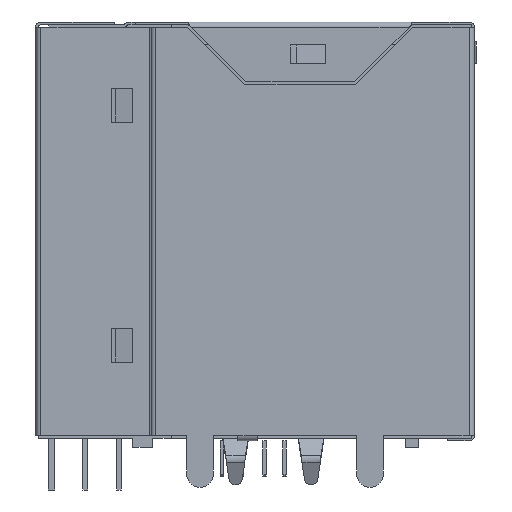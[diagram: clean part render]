
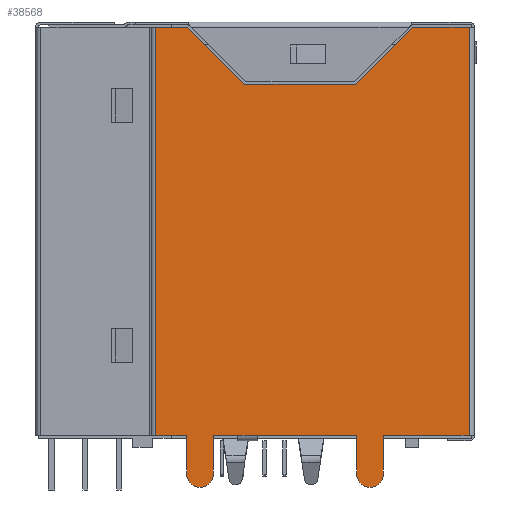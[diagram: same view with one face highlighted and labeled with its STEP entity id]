
A CAD part, left-side view. The second image highlights one B-rep face of the part: STEP entity #38568.
In plain terms, the highlighted planar face has unit normal (-1, 0, 0).
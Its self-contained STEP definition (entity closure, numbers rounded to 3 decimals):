
#1682=PLANE('',#43748);
#5613=LINE('',#67104,#9881);
#5624=LINE('',#67128,#9892);
#5627=LINE('',#67134,#9895);
#5632=LINE('',#67149,#9900);
#5635=LINE('',#67155,#9903);
#5846=LINE('',#67680,#10114);
#5854=LINE('',#67705,#10122);
#5857=LINE('',#67713,#10125);
#5860=LINE('',#67719,#10128);
#5863=LINE('',#67725,#10131);
#5866=LINE('',#67731,#10134);
#5873=LINE('',#67741,#10141);
#5874=LINE('',#67742,#10142);
#5875=LINE('',#67743,#10143);
#5876=LINE('',#67744,#10144);
#5877=LINE('',#67745,#10145);
#9881=VECTOR('',#52518,1000.);
#9892=VECTOR('',#52547,1000.);
#9895=VECTOR('',#52552,1000.);
#9900=VECTOR('',#52565,1000.);
#9903=VECTOR('',#52570,1000.);
#10114=VECTOR('',#53049,1000.);
#10122=VECTOR('',#53075,1000.);
#10125=VECTOR('',#53082,1000.);
#10128=VECTOR('',#53087,1000.);
#10131=VECTOR('',#53092,1000.);
#10134=VECTOR('',#53097,1000.);
#10141=VECTOR('',#53108,1000.);
#10142=VECTOR('',#53109,1000.);
#10143=VECTOR('',#53110,1000.);
#10144=VECTOR('',#53111,1000.);
#10145=VECTOR('',#53112,1000.);
#10873=CIRCLE('',#43590,1.);
#10875=CIRCLE('',#43595,1.);
#21266=ORIENTED_EDGE('',*,*,#27345,.T.);
#21267=ORIENTED_EDGE('',*,*,#27042,.T.);
#21268=ORIENTED_EDGE('',*,*,#27038,.T.);
#21269=ORIENTED_EDGE('',*,*,#27045,.T.);
#21270=ORIENTED_EDGE('',*,*,#27346,.T.);
#21271=ORIENTED_EDGE('',*,*,#27029,.T.);
#21272=ORIENTED_EDGE('',*,*,#27347,.T.);
#21273=ORIENTED_EDGE('',*,*,#27052,.T.);
#21274=ORIENTED_EDGE('',*,*,#27048,.T.);
#21275=ORIENTED_EDGE('',*,*,#27055,.T.);
#21276=ORIENTED_EDGE('',*,*,#27348,.T.);
#21277=ORIENTED_EDGE('',*,*,#27325,.T.);
#21278=ORIENTED_EDGE('',*,*,#27349,.T.);
#21279=ORIENTED_EDGE('',*,*,#27338,.T.);
#21280=ORIENTED_EDGE('',*,*,#27335,.T.);
#21281=ORIENTED_EDGE('',*,*,#27332,.T.);
#21282=ORIENTED_EDGE('',*,*,#27329,.T.);
#21283=ORIENTED_EDGE('',*,*,#27312,.T.);
#27029=EDGE_CURVE('',#30755,#30757,#5613,.T.);
#27038=EDGE_CURVE('',#30758,#30759,#10873,.T.);
#27042=EDGE_CURVE('',#30762,#30758,#5624,.T.);
#27045=EDGE_CURVE('',#30759,#30764,#5627,.T.);
#27048=EDGE_CURVE('',#30766,#30767,#10875,.T.);
#27052=EDGE_CURVE('',#30770,#30766,#5632,.T.);
#27055=EDGE_CURVE('',#30767,#30772,#5635,.T.);
#27312=EDGE_CURVE('',#30949,#30951,#5846,.T.);
#27325=EDGE_CURVE('',#30960,#30958,#5854,.T.);
#27329=EDGE_CURVE('',#30963,#30949,#5857,.T.);
#27332=EDGE_CURVE('',#30965,#30963,#5860,.T.);
#27335=EDGE_CURVE('',#30967,#30965,#5863,.T.);
#27338=EDGE_CURVE('',#30969,#30967,#5866,.T.);
#27345=EDGE_CURVE('',#30951,#30762,#5873,.T.);
#27346=EDGE_CURVE('',#30764,#30755,#5874,.T.);
#27347=EDGE_CURVE('',#30757,#30770,#5875,.T.);
#27348=EDGE_CURVE('',#30772,#30960,#5876,.T.);
#27349=EDGE_CURVE('',#30958,#30969,#5877,.T.);
#30755=VERTEX_POINT('',#67099);
#30757=VERTEX_POINT('',#67103);
#30758=VERTEX_POINT('',#67120);
#30759=VERTEX_POINT('',#67121);
#30762=VERTEX_POINT('',#67129);
#30764=VERTEX_POINT('',#67135);
#30766=VERTEX_POINT('',#67141);
#30767=VERTEX_POINT('',#67142);
#30770=VERTEX_POINT('',#67150);
#30772=VERTEX_POINT('',#67156);
#30949=VERTEX_POINT('',#67675);
#30951=VERTEX_POINT('',#67679);
#30958=VERTEX_POINT('',#67703);
#30960=VERTEX_POINT('',#67706);
#30963=VERTEX_POINT('',#67714);
#30965=VERTEX_POINT('',#67720);
#30967=VERTEX_POINT('',#67726);
#30969=VERTEX_POINT('',#67732);
#33753=EDGE_LOOP('',(#21266,#21267,#21268,#21269,#21270,#21271,#21272,#21273,
#21274,#21275,#21276,#21277,#21278,#21279,#21280,#21281,#21282,#21283));
#35998=FACE_BOUND('',#33753,.T.);
#38568=ADVANCED_FACE('',(#35998),#1682,.T.);
#43590=AXIS2_PLACEMENT_3D('',#67119,#52539,#52540);
#43595=AXIS2_PLACEMENT_3D('',#67140,#52557,#52558);
#43748=AXIS2_PLACEMENT_3D('',#67740,#53106,#53107);
#52518=DIRECTION('',(0.,-1.,0.));
#52539=DIRECTION('',(-1.,0.,0.));
#52540=DIRECTION('',(0.,1.,0.));
#52547=DIRECTION('',(0.,0.,-1.));
#52552=DIRECTION('',(0.,0.,1.));
#52557=DIRECTION('',(-1.,0.,0.));
#52558=DIRECTION('',(0.,1.,0.));
#52565=DIRECTION('',(0.,0.,-1.));
#52570=DIRECTION('',(0.,0.,1.));
#53049=DIRECTION('',(0.,0.,-1.));
#53075=DIRECTION('',(0.,0.,1.));
#53082=DIRECTION('',(0.,1.,0.));
#53087=DIRECTION('',(0.,0.707,0.707));
#53092=DIRECTION('',(0.,1.,0.));
#53097=DIRECTION('',(0.,0.707,-0.707));
#53106=DIRECTION('',(-1.,0.,0.));
#53107=DIRECTION('',(0.,-1.,0.));
#53108=DIRECTION('',(0.,-1.,0.));
#53109=DIRECTION('',(0.,-1.,0.));
#53110=DIRECTION('',(0.,-1.,0.));
#53111=DIRECTION('',(0.,-1.,0.));
#53112=DIRECTION('',(0.,1.,0.));
#67099=CARTESIAN_POINT('',(-9.75,9.95,-15.35));
#67103=CARTESIAN_POINT('',(-9.75,8.45,-15.35));
#67104=CARTESIAN_POINT('',(-9.75,9.95,-15.35));
#67119=CARTESIAN_POINT('',(-9.75,12.78,-18.25));
#67120=CARTESIAN_POINT('',(-9.75,13.78,-18.25));
#67121=CARTESIAN_POINT('',(-9.75,11.78,-18.25));
#67128=CARTESIAN_POINT('',(-9.75,13.78,-15.35));
#67129=CARTESIAN_POINT('',(-9.75,13.78,-15.35));
#67134=CARTESIAN_POINT('',(-9.75,11.78,-18.25));
#67135=CARTESIAN_POINT('',(-9.75,11.78,-15.35));
#67140=CARTESIAN_POINT('',(-9.75,0.,-18.25));
#67141=CARTESIAN_POINT('',(-9.75,1.,-18.25));
#67142=CARTESIAN_POINT('',(-9.75,-1.,-18.25));
#67149=CARTESIAN_POINT('',(-9.75,1.,-15.35));
#67150=CARTESIAN_POINT('',(-9.75,1.,-15.35));
#67155=CARTESIAN_POINT('',(-9.75,-1.,-18.25));
#67156=CARTESIAN_POINT('',(-9.75,-1.,-15.35));
#67675=CARTESIAN_POINT('',(-9.75,16.15,15.35));
#67679=CARTESIAN_POINT('',(-9.75,16.15,-15.35));
#67680=CARTESIAN_POINT('',(-9.75,16.15,15.35));
#67703=CARTESIAN_POINT('',(-9.75,-7.45,15.35));
#67705=CARTESIAN_POINT('',(-9.75,-7.45,-15.35));
#67706=CARTESIAN_POINT('',(-9.75,-7.45,-15.35));
#67713=CARTESIAN_POINT('',(-9.75,13.724,15.35));
#67714=CARTESIAN_POINT('',(-9.75,13.724,15.35));
#67719=CARTESIAN_POINT('',(-9.75,9.424,11.05));
#67720=CARTESIAN_POINT('',(-9.75,9.424,11.05));
#67725=CARTESIAN_POINT('',(-9.75,1.076,11.05));
#67726=CARTESIAN_POINT('',(-9.75,1.076,11.05));
#67731=CARTESIAN_POINT('',(-9.75,-3.224,15.35));
#67732=CARTESIAN_POINT('',(-9.75,-3.224,15.35));
#67740=CARTESIAN_POINT('',(-9.75,-7.659,-15.35));
#67741=CARTESIAN_POINT('',(-9.75,16.15,-15.35));
#67742=CARTESIAN_POINT('',(-9.75,16.15,-15.35));
#67743=CARTESIAN_POINT('',(-9.75,16.15,-15.35));
#67744=CARTESIAN_POINT('',(-9.75,16.15,-15.35));
#67745=CARTESIAN_POINT('',(-9.75,-7.659,15.35));
